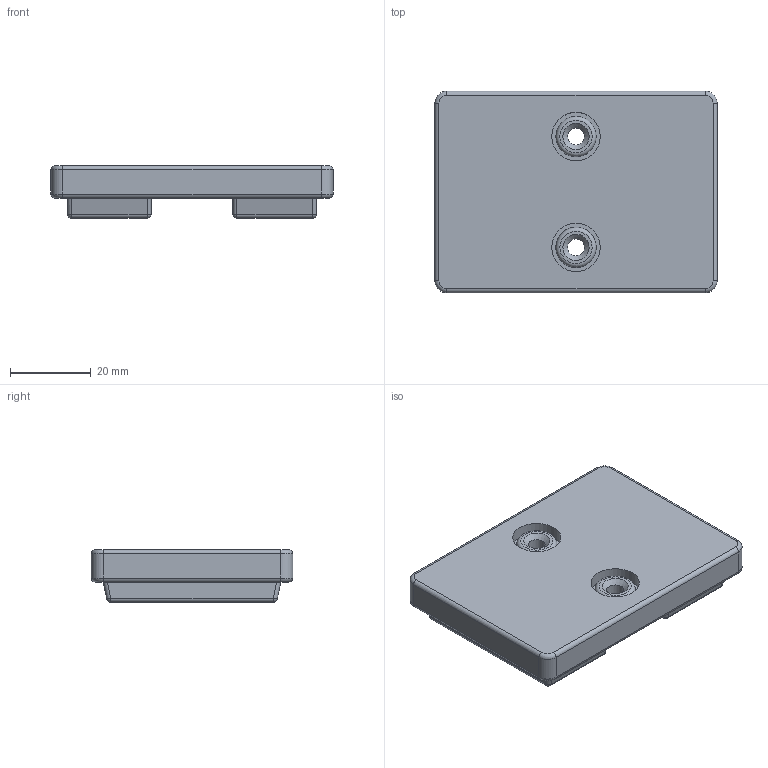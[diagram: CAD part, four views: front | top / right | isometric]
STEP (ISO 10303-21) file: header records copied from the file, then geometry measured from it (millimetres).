
FILE_DESCRIPTION(/* description */ ('','CAx-IF Rec.Pracs.---Representation and Presentation of Product Manufacturing Information (PMI)---4.0---2014-10-13'),/* implementation_level */ '2;1');
FILE_NAME(/* name */ 'GM17472.stp',/* time_stamp */ '2020-09-03T10:54:04+02:00',/* author */ ('tm'),/* organization */ (''),/* preprocessor_version */ 'ST-DEVELOPER v17.2',/* originating_system */ 'Autodesk Inventor 2019',/* authorisation */ '');
FILE_SCHEMA (('AP242_MANAGED_MODEL_BASED_3D_ENGINEERING_MIM_LF { 1 0 10303 442 1 1 4 }'));
Length unit declared in the file: millimetre
Products named in the file (4): GM17472; E0135111; E0135113; E0135114
Assembly tree (4 placements, depth 2):
  GM17472
    E0135111
    E0135113  x2
    E0135114
Bounding box: 70 x 50 x 13 mm (x, y, z)
Volume: 35716.8 mm3; surface area: 22365.3 mm2
Topology: 4 solids, 4 shells, 90 faces, 226 edges, 168 vertices
Faces by surface type: cylinder 38, plane 32, torus 10, sphere 8, cone 2
Full cylindrical faces by diameter (mm): 4.2 x2, 10 x4, 12 x4
Entity records: 2653 total; most frequent: DIRECTION 469, CARTESIAN_POINT 435, ORIENTED_EDGE 372, EDGE_CURVE 186, AXIS2_PLACEMENT_3D 186, VERTEX_POINT 112, EDGE_LOOP 100, LINE 97
